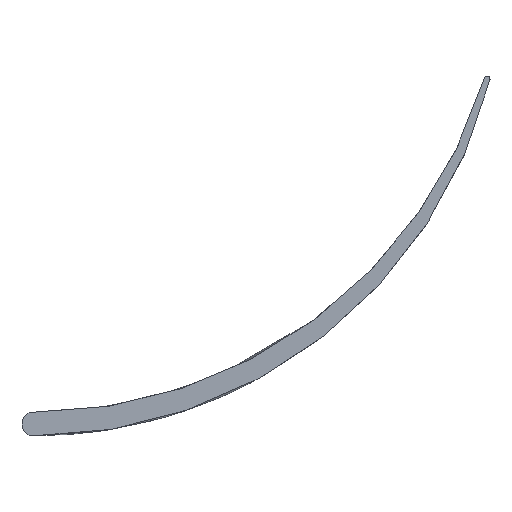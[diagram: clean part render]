
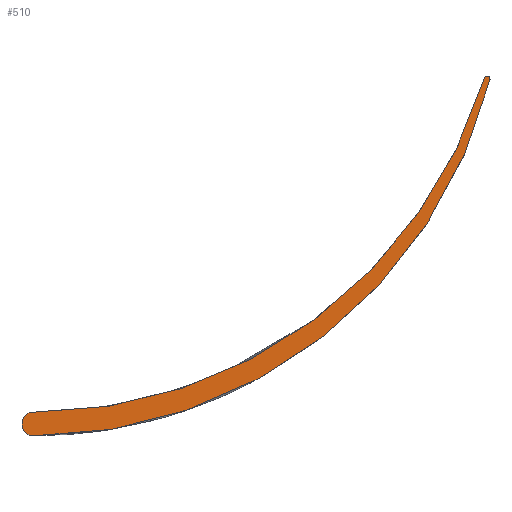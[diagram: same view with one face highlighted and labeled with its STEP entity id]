
A CAD part, left-side view. The second image highlights one B-rep face of the part: STEP entity #510.
In plain terms, the highlighted planar face has unit normal (-1, 0, 0).
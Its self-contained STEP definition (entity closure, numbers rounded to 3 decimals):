
#24 = EDGE_CURVE ( 'NONE', #272, #675, #617, .T. ) ;
#72 = EDGE_CURVE ( 'NONE', #675, #803, #776, .T. ) ;
#99 = CIRCLE ( 'NONE', #313, 0.3 ) ;
#104 = CARTESIAN_POINT ( 'NONE',  ( -57., -69.856, 56. ) ) ;
#118 = CARTESIAN_POINT ( 'NONE',  ( -57., -69.847, 55.927 ) ) ;
#141 = VERTEX_POINT ( 'NONE', #665 ) ;
#168 = CARTESIAN_POINT ( 'NONE',  ( -57., -46.576, 62.96 ) ) ;
#179 = ORIENTED_EDGE ( 'NONE', *, *, #723, .F. ) ;
#184 = CIRCLE ( 'NONE', #657, 1.2 ) ;
#202 = CARTESIAN_POINT ( 'NONE',  ( -57., -69.269, 56.087 ) ) ;
#204 = DIRECTION ( 'NONE',  ( -1., 0., 0. ) ) ;
#235 = CARTESIAN_POINT ( 'NONE',  ( -57., -69.556, 56. ) ) ;
#256 = ORIENTED_EDGE ( 'NONE', *, *, #595, .F. ) ;
#272 = VERTEX_POINT ( 'NONE', #774 ) ;
#284 = CARTESIAN_POINT ( 'NONE',  ( -57., -69.556, 56. ) ) ;
#286 = PLANE ( 'NONE',  #777 ) ;
#305 = CARTESIAN_POINT ( 'NONE',  ( -57., -23.556, 67.521 ) ) ;
#313 = AXIS2_PLACEMENT_3D ( 'NONE', #235, #820, #616 ) ;
#325 = CARTESIAN_POINT ( 'NONE',  ( -57., -23.556, 21. ) ) ;
#347 = ORIENTED_EDGE ( 'NONE', *, *, #24, .F. ) ;
#359 = DIRECTION ( 'NONE',  ( -1., 0., 0. ) ) ;
#362 = ORIENTED_EDGE ( 'NONE', *, *, #72, .F. ) ;
#411 = FACE_OUTER_BOUND ( 'NONE', #423, .T. ) ;
#412 = DIRECTION ( 'NONE',  ( 1., 0., 0. ) ) ;
#423 = EDGE_LOOP ( 'NONE', ( #347, #179, #256, #583, #362 ) ) ;
#428 = VERTEX_POINT ( 'NONE', #118 ) ;
#444 = EDGE_CURVE ( 'NONE', #803, #428, #99, .T. ) ;
#495 = CIRCLE ( 'NONE', #669, 47.721 ) ;
#505 = AXIS2_PLACEMENT_3D ( 'NONE', #284, #412, #725 ) ;
#510 = ADVANCED_FACE ( 'NONE', ( #411 ), #286, .T. ) ;
#514 = DIRECTION ( 'NONE',  ( 0., -1., 0. ) ) ;
#570 = DIRECTION ( 'NONE',  ( 1., 0., 0. ) ) ;
#583 = ORIENTED_EDGE ( 'NONE', *, *, #444, .F. ) ;
#586 = DIRECTION ( 'NONE',  ( 0., -1., 0. ) ) ;
#592 = DIRECTION ( 'NONE',  ( 1., 0., 0. ) ) ;
#595 = EDGE_CURVE ( 'NONE', #428, #141, #495, .T. ) ;
#616 = DIRECTION ( 'NONE',  ( 0., -1., 0. ) ) ;
#617 = CIRCLE ( 'NONE', #805, 47.721 ) ;
#621 = DIRECTION ( 'NONE',  ( 0., -1., 0. ) ) ;
#657 = AXIS2_PLACEMENT_3D ( 'NONE', #325, #592, #514 ) ;
#665 = CARTESIAN_POINT ( 'NONE',  ( -57., -23.556, 19.8 ) ) ;
#669 = AXIS2_PLACEMENT_3D ( 'NONE', #305, #570, #756 ) ;
#675 = VERTEX_POINT ( 'NONE', #202 ) ;
#714 = CARTESIAN_POINT ( 'NONE',  ( -57., -23.597, 69.921 ) ) ;
#723 = EDGE_CURVE ( 'NONE', #141, #272, #184, .T. ) ;
#725 = DIRECTION ( 'NONE',  ( 0., -1., 0. ) ) ;
#756 = DIRECTION ( 'NONE',  ( 0., -1., 0. ) ) ;
#774 = CARTESIAN_POINT ( 'NONE',  ( -57., -23.557, 22.2 ) ) ;
#776 = CIRCLE ( 'NONE', #505, 0.3 ) ;
#777 = AXIS2_PLACEMENT_3D ( 'NONE', #168, #359, #621 ) ;
#803 = VERTEX_POINT ( 'NONE', #104 ) ;
#805 = AXIS2_PLACEMENT_3D ( 'NONE', #714, #204, #586 ) ;
#820 = DIRECTION ( 'NONE',  ( 1., 0., 0. ) ) ;
